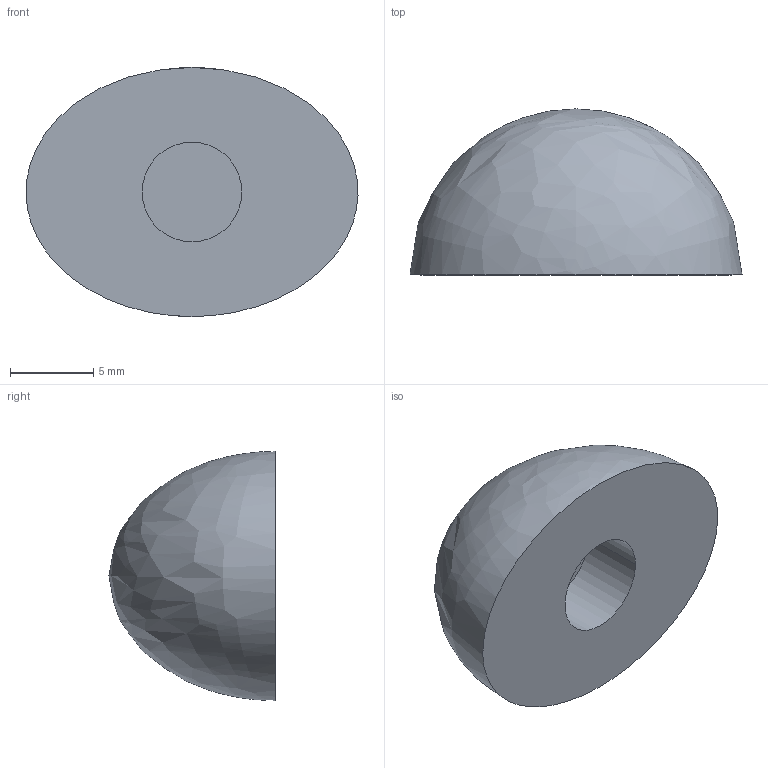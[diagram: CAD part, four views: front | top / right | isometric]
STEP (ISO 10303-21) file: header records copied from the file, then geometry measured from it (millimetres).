
FILE_DESCRIPTION (( 'STEP AP214' ), '1' );
FILE_NAME ('ThumbTip.STEP', '2026-02-16T16:40:56', ( '' ), ( '' ), 'SwSTEP 2.0', 'SolidWorks 2025', '' );
FILE_SCHEMA (( 'AUTOMOTIVE_DESIGN' ));
Length unit declared in the file: millimetre
Products named in the file (1): ThumbTip
Bounding box: 19.99 x 10 x 15 mm (x, y, z)
Volume: 1457.7 mm3; surface area: 837.9 mm2
Topology: 1 solids, 1 shells, 5 faces, 10 edges, 6 vertices
Faces by surface type: cylinder 2, plane 2, bspline 1
Entity records: 156 total; most frequent: CARTESIAN_POINT 41, DIRECTION 20, ORIENTED_EDGE 16, AXIS2_PLACEMENT_3D 9, EDGE_CURVE 8, EDGE_LOOP 6, VERTEX_POINT 6, FACE_OUTER_BOUND 5
